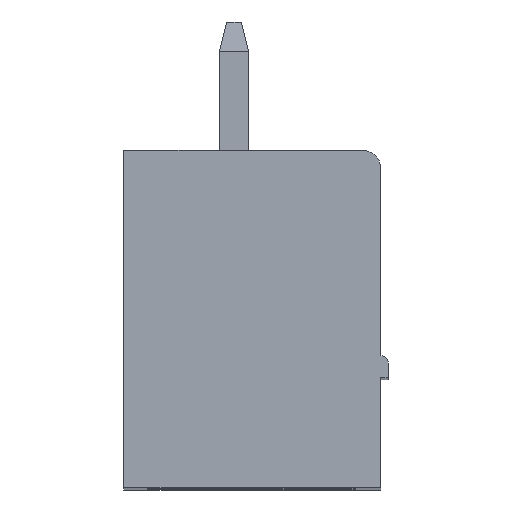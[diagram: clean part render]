
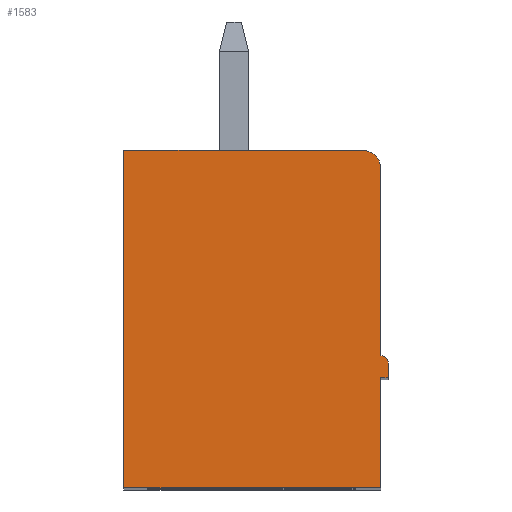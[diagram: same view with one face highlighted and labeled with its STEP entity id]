
A CAD part, top view. The second image highlights one B-rep face of the part: STEP entity #1583.
In plain terms, the highlighted planar face has unit normal (0, 0, 1).
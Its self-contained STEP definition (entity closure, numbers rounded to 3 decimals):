
#360 = VERTEX_POINT('',#361);
#361 = CARTESIAN_POINT('',(3.5,9.,21.35));
#376 = VERTEX_POINT('',#377);
#377 = CARTESIAN_POINT('',(10.5,9.,21.35));
#383 = EDGE_CURVE('',#360,#376,#384,.T.);
#384 = LINE('',#385,#386);
#385 = CARTESIAN_POINT('',(3.5,9.,21.35));
#386 = VECTOR('',#387,1.);
#387 = DIRECTION('',(1.,0.,0.));
#1471 = VERTEX_POINT('',#1472);
#1472 = CARTESIAN_POINT('',(10.5,12.,21.35));
#1478 = EDGE_CURVE('',#376,#1471,#1479,.T.);
#1479 = LINE('',#1480,#1481);
#1480 = CARTESIAN_POINT('',(10.5,9.,21.35));
#1481 = VECTOR('',#1482,1.);
#1482 = DIRECTION('',(0.,1.,0.));
#1502 = VERTEX_POINT('',#1503);
#1503 = CARTESIAN_POINT('',(10.7,12.,21.35));
#1509 = EDGE_CURVE('',#1471,#1502,#1510,.T.);
#1510 = LINE('',#1511,#1512);
#1511 = CARTESIAN_POINT('',(10.5,12.,21.35));
#1512 = VECTOR('',#1513,1.);
#1513 = DIRECTION('',(1.,0.,0.));
#1533 = VERTEX_POINT('',#1534);
#1534 = CARTESIAN_POINT('',(10.7,12.4,21.35));
#1540 = EDGE_CURVE('',#1502,#1533,#1541,.T.);
#1541 = LINE('',#1542,#1543);
#1542 = CARTESIAN_POINT('',(10.7,12.,21.35));
#1543 = VECTOR('',#1544,1.);
#1544 = DIRECTION('',(0.,1.,0.));
#1565 = VERTEX_POINT('',#1566);
#1566 = CARTESIAN_POINT('',(10.5,12.6,21.35));
#1572 = EDGE_CURVE('',#1533,#1565,#1573,.T.);
#1573 = CIRCLE('',#1574,0.2);
#1574 = AXIS2_PLACEMENT_3D('',#1575,#1576,#1577);
#1575 = CARTESIAN_POINT('',(10.5,12.4,21.35));
#1576 = DIRECTION('',(0.,0.,1.));
#1577 = DIRECTION('',(1.,0.,-0.));
#1583 = ADVANCED_FACE('',(#1584),#1622,.T.);
#1584 = FACE_BOUND('',#1585,.T.);
#1585 = EDGE_LOOP('',(#1586,#1597,#1605,#1611,#1612,#1613,#1614,#1615,
    #1616));
#1586 = ORIENTED_EDGE('',*,*,#1587,.T.);
#1587 = EDGE_CURVE('',#1588,#1590,#1592,.T.);
#1588 = VERTEX_POINT('',#1589);
#1589 = CARTESIAN_POINT('',(10.5,17.7,21.35));
#1590 = VERTEX_POINT('',#1591);
#1591 = CARTESIAN_POINT('',(10.,18.2,21.35));
#1592 = CIRCLE('',#1593,0.5);
#1593 = AXIS2_PLACEMENT_3D('',#1594,#1595,#1596);
#1594 = CARTESIAN_POINT('',(10.,17.7,21.35));
#1595 = DIRECTION('',(0.,0.,1.));
#1596 = DIRECTION('',(1.,0.,-0.));
#1597 = ORIENTED_EDGE('',*,*,#1598,.T.);
#1598 = EDGE_CURVE('',#1590,#1599,#1601,.T.);
#1599 = VERTEX_POINT('',#1600);
#1600 = CARTESIAN_POINT('',(3.5,18.2,21.35));
#1601 = LINE('',#1602,#1603);
#1602 = CARTESIAN_POINT('',(10.5,18.2,21.35));
#1603 = VECTOR('',#1604,1.);
#1604 = DIRECTION('',(-1.,0.,0.));
#1605 = ORIENTED_EDGE('',*,*,#1606,.T.);
#1606 = EDGE_CURVE('',#1599,#360,#1607,.T.);
#1607 = LINE('',#1608,#1609);
#1608 = CARTESIAN_POINT('',(3.5,18.2,21.35));
#1609 = VECTOR('',#1610,1.);
#1610 = DIRECTION('',(0.,-1.,0.));
#1611 = ORIENTED_EDGE('',*,*,#383,.T.);
#1612 = ORIENTED_EDGE('',*,*,#1478,.T.);
#1613 = ORIENTED_EDGE('',*,*,#1509,.T.);
#1614 = ORIENTED_EDGE('',*,*,#1540,.T.);
#1615 = ORIENTED_EDGE('',*,*,#1572,.T.);
#1616 = ORIENTED_EDGE('',*,*,#1617,.T.);
#1617 = EDGE_CURVE('',#1565,#1588,#1618,.T.);
#1618 = LINE('',#1619,#1620);
#1619 = CARTESIAN_POINT('',(10.5,12.6,21.35));
#1620 = VECTOR('',#1621,1.);
#1621 = DIRECTION('',(0.,1.,0.));
#1622 = PLANE('',#1623);
#1623 = AXIS2_PLACEMENT_3D('',#1624,#1625,#1626);
#1624 = CARTESIAN_POINT('',(10.5,12.4,21.35));
#1625 = DIRECTION('',(0.,0.,1.));
#1626 = DIRECTION('',(1.,0.,-0.));
